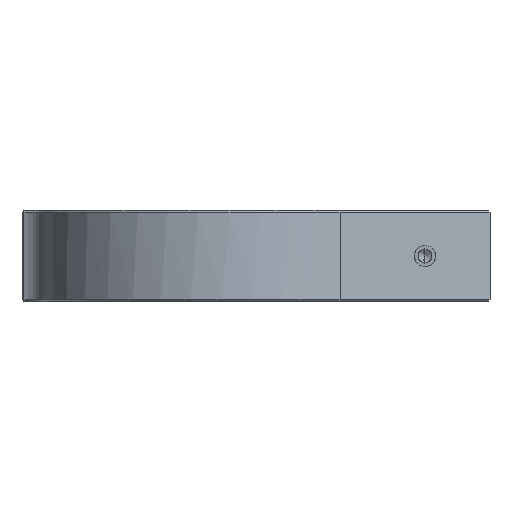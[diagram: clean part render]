
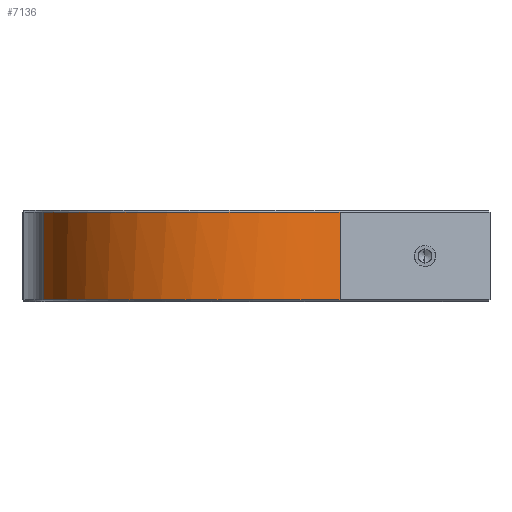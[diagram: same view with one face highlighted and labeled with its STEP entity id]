
A CAD part, left-side view. The second image highlights one B-rep face of the part: STEP entity #7136.
In plain terms, the highlighted cylindrical face has radius 29.5 mm (diameter 59 mm), a partial arc.
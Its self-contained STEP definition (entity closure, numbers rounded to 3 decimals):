
#375 = ORIENTED_EDGE ( 'NONE', *, *, #13290, .T. ) ;
#462 = CARTESIAN_POINT ( 'NONE',  ( 0., 0., -14. ) ) ;
#482 = DIRECTION ( 'NONE',  ( 0., 0., -1. ) ) ;
#626 = FACE_OUTER_BOUND ( 'NONE', #1729, .T. ) ;
#640 = DIRECTION ( 'NONE',  ( 0., 0., 1. ) ) ;
#744 = CARTESIAN_POINT ( 'NONE',  ( -6.609, 28.75, -14. ) ) ;
#904 = CIRCLE ( 'NONE', #7179, 29.5 ) ;
#935 = DIRECTION ( 'NONE',  ( 0., 0., 1. ) ) ;
#1287 = CARTESIAN_POINT ( 'NONE',  ( -6.609, 28.75, -0.3 ) ) ;
#1729 = EDGE_LOOP ( 'NONE', ( #9909, #2400, #9133, #4969, #375 ) ) ;
#1872 = VERTEX_POINT ( 'NONE', #12896 ) ;
#2088 = CARTESIAN_POINT ( 'NONE',  ( -24.163, -16.924, -14. ) ) ;
#2106 = LINE ( 'NONE', #744, #13166 ) ;
#2400 = ORIENTED_EDGE ( 'NONE', *, *, #12929, .T. ) ;
#2621 = CARTESIAN_POINT ( 'NONE',  ( -24.163, -16.924, -13.7 ) ) ;
#3155 = DIRECTION ( 'NONE',  ( 0., 0., -1. ) ) ;
#3269 = DIRECTION ( 'NONE',  ( 0., 0., 1. ) ) ;
#3276 = CIRCLE ( 'NONE', #13782, 29.5 ) ;
#3731 = VERTEX_POINT ( 'NONE', #5607 ) ;
#4765 = AXIS2_PLACEMENT_3D ( 'NONE', #462, #640, #9023 ) ;
#4969 = ORIENTED_EDGE ( 'NONE', *, *, #9484, .T. ) ;
#5607 = CARTESIAN_POINT ( 'NONE',  ( -29.5, 0., -0.3 ) ) ;
#6374 = DIRECTION ( 'NONE',  ( -1., 0., 0. ) ) ;
#6939 = LINE ( 'NONE', #2088, #12768 ) ;
#7136 = ADVANCED_FACE ( 'NONE', ( #626 ), #7339, .T. ) ;
#7179 = AXIS2_PLACEMENT_3D ( 'NONE', #8329, #3155, #6374 ) ;
#7339 = CYLINDRICAL_SURFACE ( 'NONE', #4765, 29.5 ) ;
#7457 = CARTESIAN_POINT ( 'NONE',  ( 0., 0., -13.7 ) ) ;
#7500 = CARTESIAN_POINT ( 'NONE',  ( -24.163, -16.924, -0.3 ) ) ;
#8329 = CARTESIAN_POINT ( 'NONE',  ( 0., 0., -0.3 ) ) ;
#9023 = DIRECTION ( 'NONE',  ( 1., 0., 0. ) ) ;
#9133 = ORIENTED_EDGE ( 'NONE', *, *, #9232, .T. ) ;
#9232 = EDGE_CURVE ( 'NONE', #3731, #11085, #904, .T. ) ;
#9484 = EDGE_CURVE ( 'NONE', #11085, #1872, #2106, .T. ) ;
#9496 = DIRECTION ( 'NONE',  ( -1., 0., 0. ) ) ;
#9675 = EDGE_CURVE ( 'NONE', #10552, #13236, #6939, .T. ) ;
#9909 = ORIENTED_EDGE ( 'NONE', *, *, #9675, .T. ) ;
#10071 = DIRECTION ( 'NONE',  ( -1., 0., 0. ) ) ;
#10109 = CARTESIAN_POINT ( 'NONE',  ( 0., 0., -0.3 ) ) ;
#10245 = DIRECTION ( 'NONE',  ( 0., 0., -1. ) ) ;
#10552 = VERTEX_POINT ( 'NONE', #2621 ) ;
#11085 = VERTEX_POINT ( 'NONE', #1287 ) ;
#12703 = AXIS2_PLACEMENT_3D ( 'NONE', #10109, #482, #10071 ) ;
#12768 = VECTOR ( 'NONE', #3269, 1000. ) ;
#12896 = CARTESIAN_POINT ( 'NONE',  ( -6.609, 28.75, -13.7 ) ) ;
#12929 = EDGE_CURVE ( 'NONE', #13236, #3731, #13830, .T. ) ;
#13166 = VECTOR ( 'NONE', #10245, 1000. ) ;
#13236 = VERTEX_POINT ( 'NONE', #7500 ) ;
#13290 = EDGE_CURVE ( 'NONE', #1872, #10552, #3276, .T. ) ;
#13782 = AXIS2_PLACEMENT_3D ( 'NONE', #7457, #935, #9496 ) ;
#13830 = CIRCLE ( 'NONE', #12703, 29.5 ) ;
